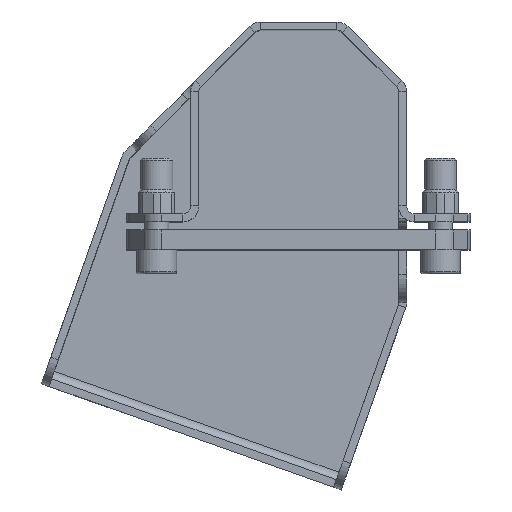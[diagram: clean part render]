
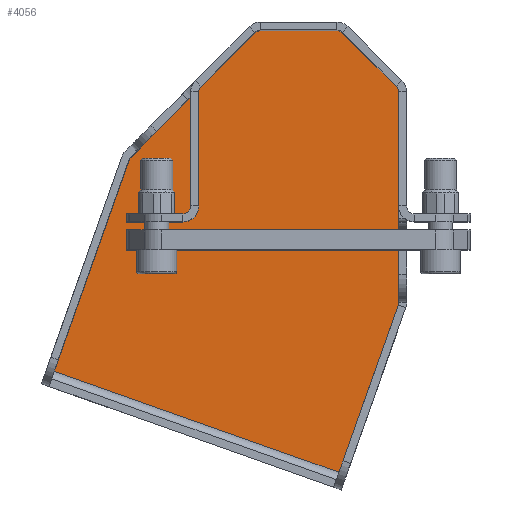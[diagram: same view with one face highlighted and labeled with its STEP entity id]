
A CAD part, top view. The second image highlights one B-rep face of the part: STEP entity #4056.
In plain terms, the highlighted planar face has unit normal (0, 0, 1).
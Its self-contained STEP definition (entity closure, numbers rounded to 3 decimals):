
#165=PLANE('',#4381);
#541=FACE_OUTER_BOUND('',#752,.T.);
#752=EDGE_LOOP('',(#3416,#3417,#3418,#3419,#3420,#3421,#3422,#3423,#3424,
#3425,#3426,#3427));
#869=LINE('',#5749,#1241);
#874=LINE('',#5762,#1246);
#919=LINE('',#5969,#1291);
#1116=LINE('',#6459,#1488);
#1125=LINE('',#6482,#1497);
#1133=LINE('',#6506,#1505);
#1134=LINE('',#6508,#1506);
#1241=VECTOR('',#4600,10.);
#1246=VECTOR('',#4611,10.);
#1291=VECTOR('',#4772,10.);
#1488=VECTOR('',#5225,10.);
#1497=VECTOR('',#5250,10.);
#1505=VECTOR('',#5286,10.);
#1506=VECTOR('',#5289,10.);
#1666=CIRCLE('',#4334,2.);
#1672=CIRCLE('',#4346,2.);
#1677=CIRCLE('',#4361,2.);
#1680=CIRCLE('',#4370,2.);
#1682=CIRCLE('',#4376,2.);
#1793=VERTEX_POINT('',#5738);
#1797=VERTEX_POINT('',#5747);
#1801=VERTEX_POINT('',#5759);
#1802=VERTEX_POINT('',#5761);
#1856=VERTEX_POINT('',#5949);
#1863=VERTEX_POINT('',#5966);
#1864=VERTEX_POINT('',#5968);
#2025=VERTEX_POINT('',#6435);
#2028=VERTEX_POINT('',#6456);
#2029=VERTEX_POINT('',#6458);
#2034=VERTEX_POINT('',#6479);
#2035=VERTEX_POINT('',#6481);
#2174=EDGE_CURVE('',#1797,#1793,#869,.T.);
#2180=EDGE_CURVE('',#1802,#1801,#874,.T.);
#2265=EDGE_CURVE('',#1864,#1863,#919,.T.);
#2493=EDGE_CURVE('',#1863,#1802,#1666,.T.);
#2502=EDGE_CURVE('',#1797,#2025,#1672,.T.);
#2512=EDGE_CURVE('',#2029,#2028,#1116,.T.);
#2518=EDGE_CURVE('',#2028,#1864,#1677,.T.);
#2524=EDGE_CURVE('',#2035,#2034,#1125,.T.);
#2529=EDGE_CURVE('',#2034,#2029,#1680,.T.);
#2533=EDGE_CURVE('',#1856,#2035,#1682,.T.);
#2536=EDGE_CURVE('',#1801,#1793,#1133,.T.);
#2537=EDGE_CURVE('',#1856,#2025,#1134,.T.);
#3416=ORIENTED_EDGE('',*,*,#2502,.T.);
#3417=ORIENTED_EDGE('',*,*,#2537,.F.);
#3418=ORIENTED_EDGE('',*,*,#2533,.T.);
#3419=ORIENTED_EDGE('',*,*,#2524,.T.);
#3420=ORIENTED_EDGE('',*,*,#2529,.T.);
#3421=ORIENTED_EDGE('',*,*,#2512,.T.);
#3422=ORIENTED_EDGE('',*,*,#2518,.T.);
#3423=ORIENTED_EDGE('',*,*,#2265,.T.);
#3424=ORIENTED_EDGE('',*,*,#2493,.T.);
#3425=ORIENTED_EDGE('',*,*,#2180,.T.);
#3426=ORIENTED_EDGE('',*,*,#2536,.T.);
#3427=ORIENTED_EDGE('',*,*,#2174,.F.);
#4056=ADVANCED_FACE('',(#541),#165,.T.);
#4334=AXIS2_PLACEMENT_3D('',#6420,#5168,#5169);
#4346=AXIS2_PLACEMENT_3D('',#6437,#5195,#5196);
#4361=AXIS2_PLACEMENT_3D('',#6470,#5236,#5237);
#4370=AXIS2_PLACEMENT_3D('',#6492,#5262,#5263);
#4376=AXIS2_PLACEMENT_3D('',#6500,#5276,#5277);
#4381=AXIS2_PLACEMENT_3D('',#6509,#5290,#5291);
#4600=DIRECTION('',(-0.334,-0.943,0.));
#4611=DIRECTION('',(-0.334,-0.943,0.));
#4772=DIRECTION('',(-0.707,-0.707,0.));
#5168=DIRECTION('center_axis',(0.,0.,
1.));
#5169=DIRECTION('ref_axis',(-0.707,0.707,0.));
#5195=DIRECTION('center_axis',(0.,0.,
1.));
#5196=DIRECTION('ref_axis',(1.,0.,0.));
#5225=DIRECTION('',(-1.,0.,0.));
#5236=DIRECTION('center_axis',(0.,0.,
1.));
#5237=DIRECTION('ref_axis',(0.,1.,0.));
#5250=DIRECTION('',(-0.707,0.707,0.));
#5262=DIRECTION('center_axis',(0.,0.,
1.));
#5263=DIRECTION('ref_axis',(0.707,0.707,0.));
#5276=DIRECTION('center_axis',(0.,0.,
1.));
#5277=DIRECTION('ref_axis',(1.,0.,0.));
#5286=DIRECTION('',(0.943,-0.334,0.));
#5289=DIRECTION('',(0.,-1.,0.));
#5290=DIRECTION('center_axis',(0.,0.,
1.));
#5291=DIRECTION('ref_axis',(-0.943,0.334,0.));
#5738=CARTESIAN_POINT('',(10.093,-85.439,-80.));
#5747=CARTESIAN_POINT('',(24.885,-43.668,-80.));
#5749=CARTESIAN_POINT('',(8.758,-89.209,-80.));
#5759=CARTESIAN_POINT('',(-61.141,-60.213,-80.));
#5761=CARTESIAN_POINT('',(-42.418,-7.342,-80.));
#5762=CARTESIAN_POINT('',(-49.674,-27.832,-80.));
#5949=CARTESIAN_POINT('',(25.,9.544,-80.));
#5966=CARTESIAN_POINT('',(-41.947,-6.595,-80.));
#5968=CARTESIAN_POINT('',(-10.937,24.414,-80.));
#5969=CARTESIAN_POINT('',(-36.42,-1.068,-80.));
#6420=CARTESIAN_POINT('Origin',(-40.533,-8.009,-80.));
#6435=CARTESIAN_POINT('',(25.,-43.021,-80.));
#6437=CARTESIAN_POINT('Origin',(23.,-43.,-80.));
#6456=CARTESIAN_POINT('',(-9.523,25.,-80.));
#6458=CARTESIAN_POINT('',(9.523,25.,-80.));
#6459=CARTESIAN_POINT('',(-5.935,25.,-80.));
#6470=CARTESIAN_POINT('Origin',(-9.523,23.,-80.));
#6479=CARTESIAN_POINT('',(10.937,24.414,-80.));
#6481=CARTESIAN_POINT('',(24.414,10.937,-80.));
#6482=CARTESIAN_POINT('',(15.443,19.908,-80.));
#6492=CARTESIAN_POINT('Origin',(9.523,23.,-80.));
#6500=CARTESIAN_POINT('Origin',(23.,9.523,-80.));
#6506=CARTESIAN_POINT('',(-7.902,-79.066,-80.));
#6508=CARTESIAN_POINT('',(25.,-43.344,-80.));
#6509=CARTESIAN_POINT('Origin',(-11.87,-33.083,-80.));
